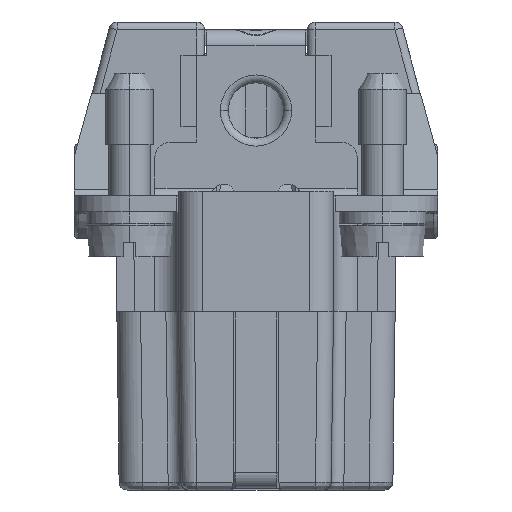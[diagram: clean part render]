
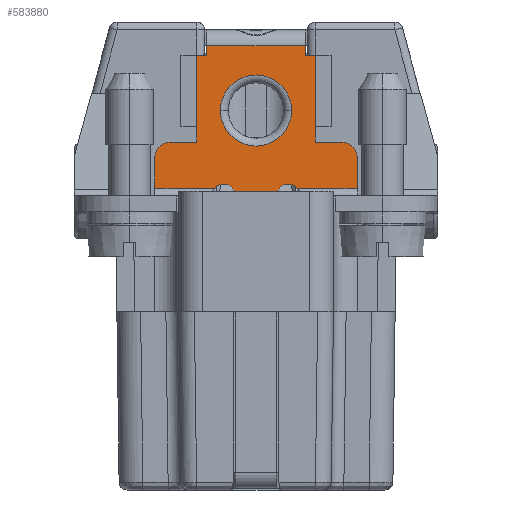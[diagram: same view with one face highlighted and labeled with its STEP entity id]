
A CAD part, left-side view. The second image highlights one B-rep face of the part: STEP entity #583880.
In plain terms, the highlighted planar face has unit normal (-1, 0, 0).
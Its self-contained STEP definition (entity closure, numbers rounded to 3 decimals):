
#336950=CARTESIAN_POINT('',(34.864,48.902,18.3));
#336960=VERTEX_POINT('',#336950);
#338470=CARTESIAN_POINT('',(34.864,47.593,17.8));
#338480=VERTEX_POINT('',#338470);
#338510=CARTESIAN_POINT('',(34.864,48.152,18.3));
#338520=DIRECTION('',(-1.,0.,0.));
#338530=DIRECTION('',(0.,1.,0.));
#338540=AXIS2_PLACEMENT_3D('',#338510,#338520,#338530);
#338550=CIRCLE('',#338540,0.75);
#338560=EDGE_CURVE('',#336960,#338480,#338550,.T.);
#416140=CARTESIAN_POINT('',(34.864,46.452,13.9));
#416150=VERTEX_POINT('',#416140);
#416320=CARTESIAN_POINT('',(34.864,46.452,9.4));
#416330=VERTEX_POINT('',#416320);
#416360=CARTESIAN_POINT('',(34.864,46.452,35.));
#416370=DIRECTION('',(0.,0.,1.));
#416380=VECTOR('',#416370,1.);
#416390=LINE('',#416360,#416380);
#416400=EDGE_CURVE('',#416330,#416150,#416390,.T.);
#440260=CARTESIAN_POINT('',(34.864,46.452,14.9));
#440270=VERTEX_POINT('',#440260);
#440300=CARTESIAN_POINT('',(34.864,6.203,14.9));
#440310=DIRECTION('',(0.,1.,0.));
#440320=VECTOR('',#440310,1.);
#440330=LINE('',#440300,#440320);
#440340=CARTESIAN_POINT('',(34.864,44.802,14.9));
#440350=VERTEX_POINT('',#440340);
#440360=EDGE_CURVE('',#440350,#440270,#440330,.T.);
#502910=CARTESIAN_POINT('',(34.864,53.952,13.9));
#502920=VERTEX_POINT('',#502910);
#518140=CARTESIAN_POINT('',(34.864,53.952,9.4));
#518150=VERTEX_POINT('',#518140);
#518200=CARTESIAN_POINT('',(34.864,53.952,35.));
#518210=DIRECTION('',(0.,0.,-1.));
#518220=VECTOR('',#518210,1.);
#518230=LINE('',#518200,#518220);
#518240=EDGE_CURVE('',#502920,#518150,#518230,.T.);
#539810=CARTESIAN_POINT('',(34.864,53.952,9.4));
#539820=DIRECTION('',(0.,-1.,0.));
#539830=VECTOR('',#539820,1.);
#539840=LINE('',#539810,#539830);
#539850=CARTESIAN_POINT('',(34.864,53.302,9.4));
#539860=VERTEX_POINT('',#539850);
#539870=EDGE_CURVE('',#518150,#539860,#539840,.T.);
#551270=CARTESIAN_POINT('',(34.864,43.802,17.8));
#551280=VERTEX_POINT('',#551270);
#551310=CARTESIAN_POINT('',(34.864,6.203,17.8));
#551320=DIRECTION('',(0.,-1.,0.));
#551330=VECTOR('',#551320,1.);
#551340=LINE('',#551310,#551330);
#551350=EDGE_CURVE('',#338480,#551280,#551340,.T.);
#564400=CARTESIAN_POINT('',(34.864,43.802,15.9));
#564410=VERTEX_POINT('',#564400);
#564440=CARTESIAN_POINT('',(34.864,43.802,35.));
#564450=DIRECTION('',(0.,0.,1.));
#564460=VECTOR('',#564450,1.);
#564470=LINE('',#564440,#564460);
#564480=EDGE_CURVE('',#564410,#551280,#564470,.T.);
#576360=CARTESIAN_POINT('',(34.864,56.602,15.9));
#576370=VERTEX_POINT('',#576360);
#576400=CARTESIAN_POINT('',(34.864,55.602,15.9));
#576410=DIRECTION('',(-1.,0.,0.));
#576420=DIRECTION('',(0.,1.,0.));
#576430=AXIS2_PLACEMENT_3D('',#576400,#576410,#576420);
#576440=CIRCLE('',#576430,1.);
#576450=CARTESIAN_POINT('',(34.864,55.602,14.9));
#576460=VERTEX_POINT('',#576450);
#576470=EDGE_CURVE('',#576370,#576460,#576440,.T.);
#582580=CARTESIAN_POINT('',(34.864,53.002,18.3));
#582590=DIRECTION('',(1.,0.,0.));
#582600=DIRECTION('',(0.,1.,0.));
#582610=AXIS2_PLACEMENT_3D('',#582580,#582590,#582600);
#582620=PLANE('',#582610);
#582630=CARTESIAN_POINT('',(34.864,50.202,12.9));
#582640=DIRECTION('',(-1.,0.,0.));
#582650=DIRECTION('',(0.,1.,0.));
#582660=AXIS2_PLACEMENT_3D('',#582630,#582640,#582650);
#582670=CIRCLE('',#582660,2.25);
#582680=CARTESIAN_POINT('',(34.864,52.452,12.9));
#582690=VERTEX_POINT('',#582680);
#582700=CARTESIAN_POINT('',(34.864,47.952,12.9));
#582710=VERTEX_POINT('',#582700);
#582720=EDGE_CURVE('',#582690,#582710,#582670,.T.);
#582730=ORIENTED_EDGE('',*,*,#582720,.F.);
#582740=EDGE_CURVE('',#582710,#582690,#582670,.T.);
#582750=ORIENTED_EDGE('',*,*,#582740,.F.);
#582760=EDGE_LOOP('',(#582750,#582730));
#582770=FACE_BOUND('',#582760,.T.);
#582780=ORIENTED_EDGE('',*,*,#564480,.T.);
#582790=CARTESIAN_POINT('',(34.864,44.802,15.9));
#582800=DIRECTION('',(1.,0.,0.));
#582810=DIRECTION('',(0.,-1.,0.));
#582820=AXIS2_PLACEMENT_3D('',#582790,#582800,#582810);
#582830=CIRCLE('',#582820,1.);
#582840=EDGE_CURVE('',#564410,#440350,#582830,.T.);
#582850=ORIENTED_EDGE('',*,*,#582840,.F.);
#582860=ORIENTED_EDGE('',*,*,#440360,.F.);
#582870=CARTESIAN_POINT('',(34.864,46.452,35.));
#582880=DIRECTION('',(0.,0.,-1.));
#582890=VECTOR('',#582880,1.);
#582900=LINE('',#582870,#582890);
#582910=EDGE_CURVE('',#440270,#416150,#582900,.T.);
#582920=ORIENTED_EDGE('',*,*,#582910,.F.);
#582930=ORIENTED_EDGE('',*,*,#416400,.T.);
#582940=CARTESIAN_POINT('',(34.864,47.102,9.4));
#582950=VERTEX_POINT('',#582940);
#582960=EDGE_CURVE('',#582950,#416330,#539840,.T.);
#582970=ORIENTED_EDGE('',*,*,#582960,.T.);
#582980=CARTESIAN_POINT('',(34.864,47.102,22.4));
#582990=DIRECTION('',(0.,0.,-1.));
#583000=VECTOR('',#582990,1.);
#583010=LINE('',#582980,#583000);
#583020=CARTESIAN_POINT('',(34.864,47.102,
8.8));
#583030=VERTEX_POINT('',#583020);
#583040=EDGE_CURVE('',#582950,#583030,#583010,.T.);
#583050=ORIENTED_EDGE('',*,*,#583040,.F.);
#583060=CARTESIAN_POINT('',(34.864,6.203,
8.8));
#583070=DIRECTION('',(0.,-1.,0.));
#583080=VECTOR('',#583070,1.);
#583090=LINE('',#583060,#583080);
#583100=CARTESIAN_POINT('',(34.864,53.302,
8.8));
#583110=VERTEX_POINT('',#583100);
#583120=EDGE_CURVE('',#583110,#583030,#583090,.T.);
#583130=ORIENTED_EDGE('',*,*,#583120,.T.);
#583140=CARTESIAN_POINT('',(34.864,53.302,22.4));
#583150=DIRECTION('',(0.,0.,-1.));
#583160=VECTOR('',#583150,1.);
#583170=LINE('',#583140,#583160);
#583180=EDGE_CURVE('',#539860,#583110,#583170,.T.);
#583190=ORIENTED_EDGE('',*,*,#583180,.T.);
#583200=ORIENTED_EDGE('',*,*,#539870,.T.);
#583210=ORIENTED_EDGE('',*,*,#518240,.T.);
#583220=CARTESIAN_POINT('',(34.864,53.952,35.));
#583230=DIRECTION('',(0.,0.,-1.));
#583240=VECTOR('',#583230,1.);
#583250=LINE('',#583220,#583240);
#583260=CARTESIAN_POINT('',(34.864,53.952,14.9));
#583270=VERTEX_POINT('',#583260);
#583280=EDGE_CURVE('',#583270,#502920,#583250,.T.);
#583290=ORIENTED_EDGE('',*,*,#583280,.T.);
#583300=CARTESIAN_POINT('',(34.864,6.203,14.9));
#583310=DIRECTION('',(0.,1.,0.));
#583320=VECTOR('',#583310,1.);
#583330=LINE('',#583300,#583320);
#583340=EDGE_CURVE('',#583270,#576460,#583330,.T.);
#583350=ORIENTED_EDGE('',*,*,#583340,.F.);
#583360=ORIENTED_EDGE('',*,*,#576470,.T.);
#583370=CARTESIAN_POINT('',(34.864,56.602,35.));
#583380=DIRECTION('',(0.,0.,-1.));
#583390=VECTOR('',#583380,1.);
#583400=LINE('',#583370,#583390);
#583410=CARTESIAN_POINT('',(34.864,56.602,17.8));
#583420=VERTEX_POINT('',#583410);
#583430=EDGE_CURVE('',#583420,#576370,#583400,.T.);
#583440=ORIENTED_EDGE('',*,*,#583430,.T.);
#583450=CARTESIAN_POINT('',(34.864,6.203,17.8));
#583460=DIRECTION('',(0.,-1.,0.));
#583470=VECTOR('',#583460,1.);
#583480=LINE('',#583450,#583470);
#583490=CARTESIAN_POINT('',(34.864,52.811,17.8));
#583500=VERTEX_POINT('',#583490);
#583510=EDGE_CURVE('',#583420,#583500,#583480,.T.);
#583520=ORIENTED_EDGE('',*,*,#583510,.F.);
#583530=CARTESIAN_POINT('',(34.864,52.252,18.3));
#583540=DIRECTION('',(-1.,0.,0.));
#583550=DIRECTION('',(0.,1.,0.));
#583560=AXIS2_PLACEMENT_3D('',#583530,#583540,#583550);
#583570=CIRCLE('',#583560,0.75);
#583580=CARTESIAN_POINT('',(34.864,51.502,18.3));
#583590=VERTEX_POINT('',#583580);
#583600=EDGE_CURVE('',#583500,#583590,#583570,.T.);
#583610=ORIENTED_EDGE('',*,*,#583600,.F.);
#583620=CARTESIAN_POINT('',(34.864,51.502,35.));
#583630=DIRECTION('',(0.,0.,-1.));
#583640=VECTOR('',#583630,1.);
#583650=LINE('',#583620,#583640);
#583660=CARTESIAN_POINT('',(34.864,51.502,
19.432));
#583670=VERTEX_POINT('',#583660);
#583680=EDGE_CURVE('',#583670,#583590,#583650,.T.);
#583690=ORIENTED_EDGE('',*,*,#583680,.T.);
#583700=CARTESIAN_POINT('',(34.864,48.902,
19.432));
#583710=DIRECTION('',(0.,1.,0.));
#583720=VECTOR('',#583710,1.);
#583730=LINE('',#583700,#583720);
#583740=CARTESIAN_POINT('',(34.864,48.902,
19.432));
#583750=VERTEX_POINT('',#583740);
#583760=EDGE_CURVE('',#583750,#583670,#583730,.T.);
#583770=ORIENTED_EDGE('',*,*,#583760,.T.);
#583780=CARTESIAN_POINT('',(34.864,48.902,35.));
#583790=DIRECTION('',(0.,0.,1.));
#583800=VECTOR('',#583790,1.);
#583810=LINE('',#583780,#583800);
#583820=EDGE_CURVE('',#336960,#583750,#583810,.T.);
#583830=ORIENTED_EDGE('',*,*,#583820,.T.);
#583840=ORIENTED_EDGE('',*,*,#338560,.F.);
#583850=ORIENTED_EDGE('',*,*,#551350,.F.);
#583860=EDGE_LOOP('',(#583850,#583840,#583830,#583770,#583690,#583610,
#583520,#583440,#583360,#583350,#583290,#583210,#583200,#583190,#583130,
#583050,#582970,#582930,#582920,#582860,#582850,#582780));
#583870=FACE_OUTER_BOUND('',#583860,.T.);
#583880=ADVANCED_FACE('',(#582770,#583870),#582620,.F.);
